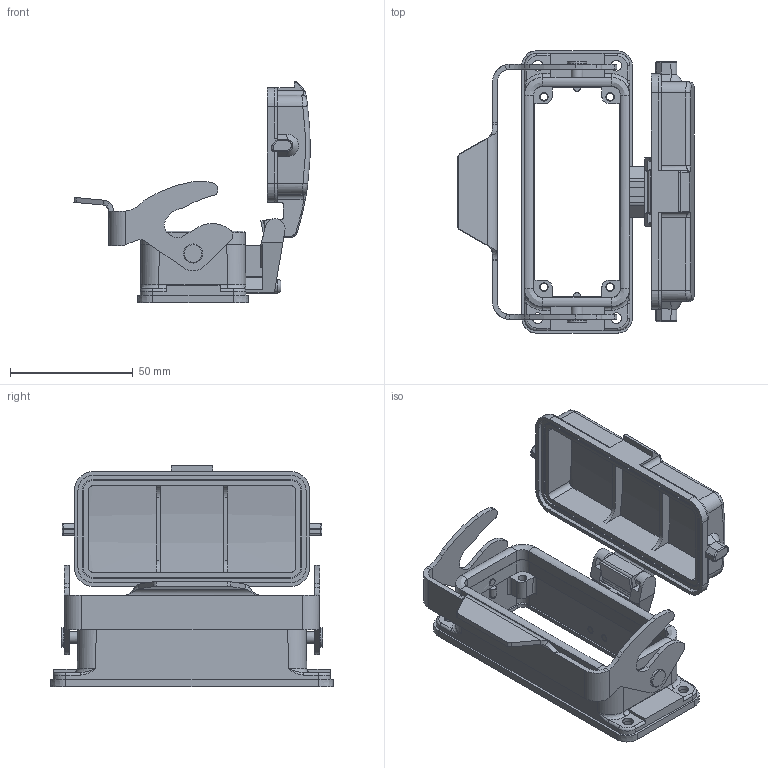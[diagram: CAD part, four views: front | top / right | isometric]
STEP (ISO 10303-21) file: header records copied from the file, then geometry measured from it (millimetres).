
FILE_DESCRIPTION(/* description */ (''),/* implementation_level */ '2;1');
FILE_NAME(/* name */ 'H16B-BK-1L-CV.stp',/* time_stamp */ '2023-10-19T11:18:53+08:00',/* author */ (''),/* organization */ (''),/* preprocessor_version */ 'ST-DEVELOPER v16',/* originating_system */ 'SIEMENS PLM Software NX 10.0',/* authorisation */ '');
FILE_SCHEMA (('AUTOMOTIVE_DESIGN { 1 0 10303 214 3 1 1 1 }'));
Length unit declared in the file: millimetre
Products named in the file (1): Admi6920F49C1hl0
Bounding box: 96.26 x 115.1 x 90.19 mm (x, y, z)
Volume: 68231.9 mm3; surface area: 56169.8 mm2
Topology: 1 solids, 4 shells, 807 faces, 2124 edges, 1360 vertices
Faces by surface type: plane 377, cylinder 284, bspline 56, extrusion 55, torus 17, cone 16, revolution 2
Full cylindrical faces by diameter (mm): 3 x42, 3.2 x2, 3.5 x6, 4.4 x4, 4.5 x4, 4.8 x4, 5.5 x2, 6.2 x4, 7.8 x2
Entity records: 39933 total; most frequent: CARTESIAN_POINT 21492, ORIENTED_EDGE 3920, DIRECTION 3591, EDGE_CURVE 1960, VERTEX_POINT 1279, AXIS2_PLACEMENT_3D 1226, VECTOR 1137, LINE 1082
